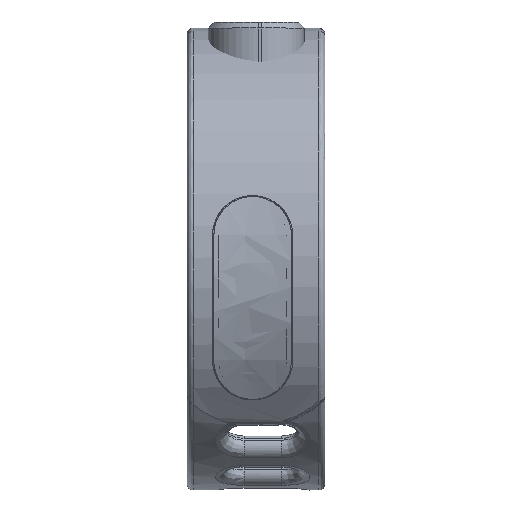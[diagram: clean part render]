
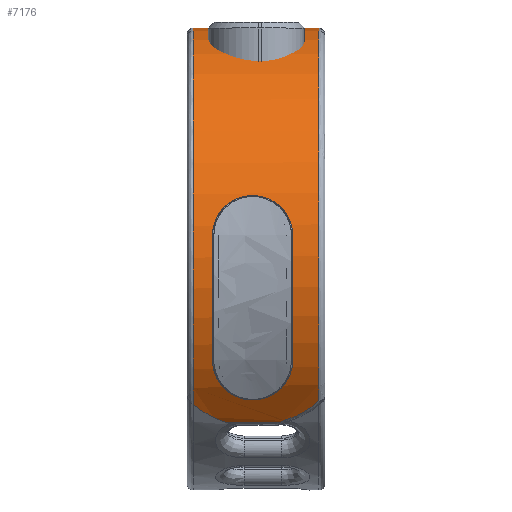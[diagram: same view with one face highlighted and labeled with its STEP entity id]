
A CAD part, top view. The second image highlights one B-rep face of the part: STEP entity #7176.
In plain terms, the highlighted free-form (B-spline) face has degree [2, 1] with [3, 2] control points.
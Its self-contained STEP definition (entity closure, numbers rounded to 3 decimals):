
#3469 = VERTEX_POINT('',#3470);
#3470 = CARTESIAN_POINT('',(30.092,52.661,
    7.481));
#3777 = EDGE_CURVE('',#3778,#3469,#3780,.T.);
#3778 = VERTEX_POINT('',#3779);
#3779 = CARTESIAN_POINT('',(1.368,52.661,
    7.481));
#3780 = B_SPLINE_CURVE_WITH_KNOTS('',1,(#3781,#3782),.UNSPECIFIED.,.F.,
  .F.,(2,2),(-10.5,10.5),.PIECEWISE_BEZIER_KNOTS.);
#3781 = CARTESIAN_POINT('',(1.368,52.661,
    7.481));
#3782 = CARTESIAN_POINT('',(30.092,52.661,
    7.481));
#6986 = EDGE_CURVE('',#3778,#6987,#6989,.T.);
#6987 = VERTEX_POINT('',#6988);
#6988 = CARTESIAN_POINT('',(1.368,-33.254,
    48.314));
#6989 = ( BOUNDED_CURVE() B_SPLINE_CURVE(2,(#6990,#6991,#6992),
.UNSPECIFIED.,.F.,.F.) B_SPLINE_CURVE_WITH_KNOTS((3,3),(4.712,
6.967),.PIECEWISE_BEZIER_KNOTS.) CURVE() 
GEOMETRIC_REPRESENTATION_ITEM() RATIONAL_B_SPLINE_CURVE((1.,
0.429,1.)) REPRESENTATION_ITEM('') );
#6990 = CARTESIAN_POINT('',(1.368,52.661,
    7.481));
#6991 = CARTESIAN_POINT('',(1.368,52.661,
    118.281));
#6992 = CARTESIAN_POINT('',(1.368,-33.254,
    48.314));
#7075 = VERTEX_POINT('',#7076);
#7076 = CARTESIAN_POINT('',(8.743,-37.307,
    44.648));
#7084 = EDGE_CURVE('',#7075,#6987,#7085,.T.);
#7085 = B_SPLINE_CURVE_WITH_KNOTS('',4,(#7086,#7087,#7088,#7089,#7090),
  .UNSPECIFIED.,.F.,.F.,(5,5),(0.,9.463),
  .PIECEWISE_BEZIER_KNOTS.);
#7086 = CARTESIAN_POINT('',(8.743,-37.307,
    44.648));
#7087 = CARTESIAN_POINT('',(6.664,-36.57,
    45.387));
#7088 = CARTESIAN_POINT('',(4.711,-35.654,
    46.269));
#7089 = CARTESIAN_POINT('',(2.936,-34.551,
    47.258));
#7090 = CARTESIAN_POINT('',(1.368,-33.254,
    48.314));
#7176 = ADVANCED_FACE('',(#7177),#7214,.T.);
#7177 = FACE_BOUND('',#7178,.T.);
#7178 = EDGE_LOOP('',(#7179,#7187,#7188,#7189,#7190,#7197,#7206));
#7179 = ORIENTED_EDGE('',*,*,#7180,.F.);
#7180 = EDGE_CURVE('',#3469,#7181,#7183,.T.);
#7181 = VERTEX_POINT('',#7182);
#7182 = CARTESIAN_POINT('',(30.092,-32.381,
    49.01));
#7183 = ( BOUNDED_CURVE() B_SPLINE_CURVE(2,(#7184,#7185,#7186),
.UNSPECIFIED.,.F.,.F.) B_SPLINE_CURVE_WITH_KNOTS((3,3),(4.712,
6.945),.PIECEWISE_BEZIER_KNOTS.) CURVE() 
GEOMETRIC_REPRESENTATION_ITEM() RATIONAL_B_SPLINE_CURVE((1.,
0.439,1.)) REPRESENTATION_ITEM('') );
#7184 = CARTESIAN_POINT('',(30.092,52.661,
    7.481));
#7185 = CARTESIAN_POINT('',(30.092,52.661,
    115.32));
#7186 = CARTESIAN_POINT('',(30.092,-32.381,
    49.01));
#7187 = ORIENTED_EDGE('',*,*,#3777,.F.);
#7188 = ORIENTED_EDGE('',*,*,#6986,.T.);
#7189 = ORIENTED_EDGE('',*,*,#7084,.F.);
#7190 = ORIENTED_EDGE('',*,*,#7191,.T.);
#7191 = EDGE_CURVE('',#7075,#7192,#7194,.T.);
#7192 = VERTEX_POINT('',#7193);
#7193 = CARTESIAN_POINT('',(21.212,-37.307,
    44.648));
#7194 = B_SPLINE_CURVE_WITH_KNOTS('',1,(#7195,#7196),.UNSPECIFIED.,.F.,
  .F.,(2,2),(-5.108,4.008),.PIECEWISE_BEZIER_KNOTS.);
#7195 = CARTESIAN_POINT('',(8.743,-37.307,
    44.648));
#7196 = CARTESIAN_POINT('',(21.212,-37.307,
    44.648));
#7197 = ORIENTED_EDGE('',*,*,#7198,.F.);
#7198 = EDGE_CURVE('',#7199,#7192,#7201,.T.);
#7199 = VERTEX_POINT('',#7200);
#7200 = CARTESIAN_POINT('',(22.269,-36.85,
    45.101));
#7201 = B_SPLINE_CURVE_WITH_KNOTS('',3,(#7202,#7203,#7204,#7205),
  .UNSPECIFIED.,.F.,.F.,(4,4),(0.,1.199),
  .PIECEWISE_BEZIER_KNOTS.);
#7202 = CARTESIAN_POINT('',(22.269,-36.85,
    45.101));
#7203 = CARTESIAN_POINT('',(21.883,-36.965,
    44.988));
#7204 = CARTESIAN_POINT('',(21.525,-37.122,
    44.834));
#7205 = CARTESIAN_POINT('',(21.212,-37.307,
    44.648));
#7206 = ORIENTED_EDGE('',*,*,#7207,.T.);
#7207 = EDGE_CURVE('',#7199,#7181,#7208,.T.);
#7208 = B_SPLINE_CURVE_WITH_KNOTS('',4,(#7209,#7210,#7211,#7212,#7213),
  .UNSPECIFIED.,.F.,.F.,(5,5),(177.509,187.969),
  .PIECEWISE_BEZIER_KNOTS.);
#7209 = CARTESIAN_POINT('',(22.269,-36.85,
    45.101));
#7210 = CARTESIAN_POINT('',(24.545,-36.171,
    45.766));
#7211 = CARTESIAN_POINT('',(26.654,-35.177,
    46.709));
#7212 = CARTESIAN_POINT('',(28.505,-33.9,
    47.826));
#7213 = CARTESIAN_POINT('',(30.092,-32.381,
    49.01));
#7214 = ( BOUNDED_SURFACE() B_SPLINE_SURFACE(2,1,(
    (#7215,#7216)
    ,(#7217,#7218)
    ,(#7219,#7220
)),.UNSPECIFIED.,.F.,.F.,.F.) B_SPLINE_SURFACE_WITH_KNOTS((3,3),(2,2),(
    0.,2.358),(-10.5,10.5),.PIECEWISE_BEZIER_KNOTS.) 
GEOMETRIC_REPRESENTATION_ITEM() RATIONAL_B_SPLINE_SURFACE((
    (1.,1.)
    ,(0.382,0.382)
,(1.,1.))) REPRESENTATION_ITEM('') SURFACE() );
#7215 = CARTESIAN_POINT('',(1.368,52.661,
    7.481));
#7216 = CARTESIAN_POINT('',(30.092,52.661,
    7.481));
#7217 = CARTESIAN_POINT('',(1.368,52.661,
    134.953));
#7218 = CARTESIAN_POINT('',(30.092,52.661,
    134.953));
#7219 = CARTESIAN_POINT('',(1.368,-37.307,
    44.648));
#7220 = CARTESIAN_POINT('',(30.092,-37.307,
    44.648));
